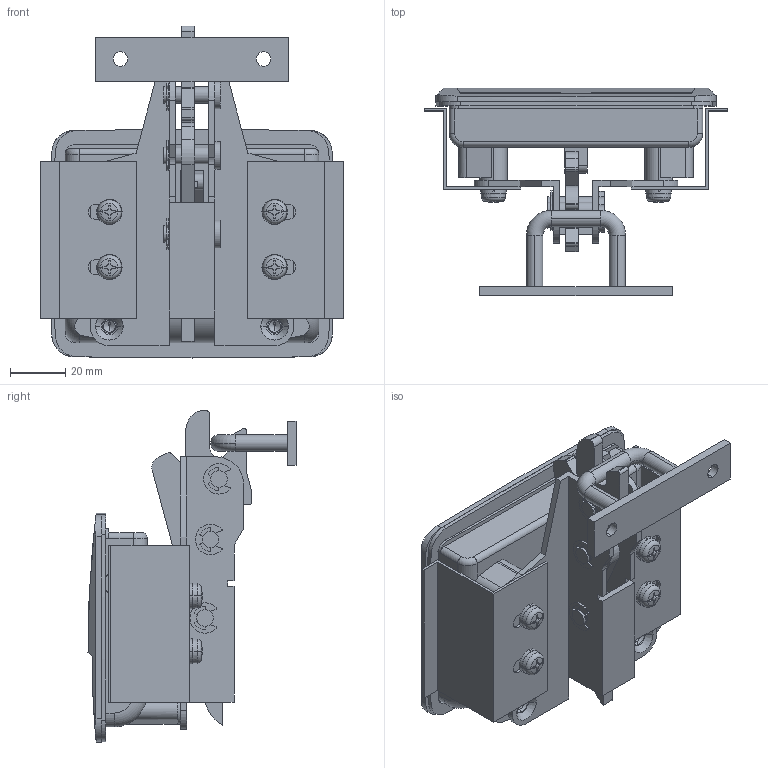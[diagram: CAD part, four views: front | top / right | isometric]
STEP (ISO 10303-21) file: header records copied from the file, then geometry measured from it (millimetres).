
FILE_DESCRIPTION (( 'STEP AP203' ), '1' );
FILE_NAME ('sone3D.STEP', '2016-10-21T08:02:29', ( '' ), ( '' ), 'SwSTEP 2.0', 'SolidWorks 2014', '' );
FILE_SCHEMA (( 'CONFIG_CONTROL_DESIGN' ));
Length unit declared in the file: millimetre
Products named in the file (13): A-1151R-B-1安全レバー_; A-1151R-B-1M5; A-1151R-B-1本体_; A-1151R-B-1儔僠僃僢僩_; A-1151R-B-1僴儞僪儖__A-1151R-B-1-2; Φ5用E形止め輪; A-1151R-B-1押え板_; A-1151R-B-1僔儍僼僩_; A-1151R-B-1僷僢僉儞_; sone3D; A-1151R-B-1僗僩儔僀僇; A-1151R-B-1儔僢僠_; A-1151R-B-1儔僢僠庴偗_
Assembly tree (18 placements, depth 2):
  sone3D
    A-1151R-B-1本体_
    A-1151R-B-1僴儞僪儖__A-1151R-B-1-2
    A-1151R-B-1押え板_  x2
    A-1151R-B-1僷僢僉儞_
    A-1151R-B-1僗僩儔僀僇
    A-1151R-B-1儔僢僠_
    A-1151R-B-1儔僢僠庴偗_
    A-1151R-B-1安全レバー_
    A-1151R-B-1M5  x4
    A-1151R-B-1儔僠僃僢僩_
    Φ5用E形止め輪  x3
    A-1151R-B-1僔儍僼僩_
Bounding box: 110 x 75.5 x 120.5 mm (x, y, z)
Volume: 101876.2 mm3; surface area: 91750.8 mm2
Topology: 18 solids, 18 shells, 714 faces, 1864 edges, 1211 vertices
Faces by surface type: cylinder 314, plane 313, cone 50, torus 31, bspline 6
Entity records: 19426 total; most frequent: CARTESIAN_POINT 4329, DIRECTION 2920, ORIENTED_EDGE 2796, EDGE_CURVE 1398, AXIS2_PLACEMENT_3D 1093, VERTEX_POINT 911, VECTOR 734, LINE 734
